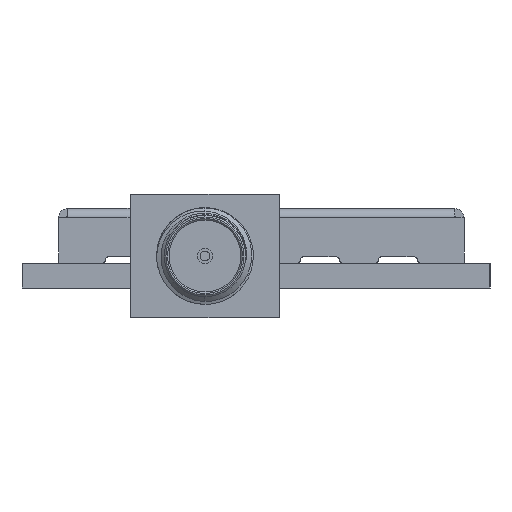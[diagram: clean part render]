
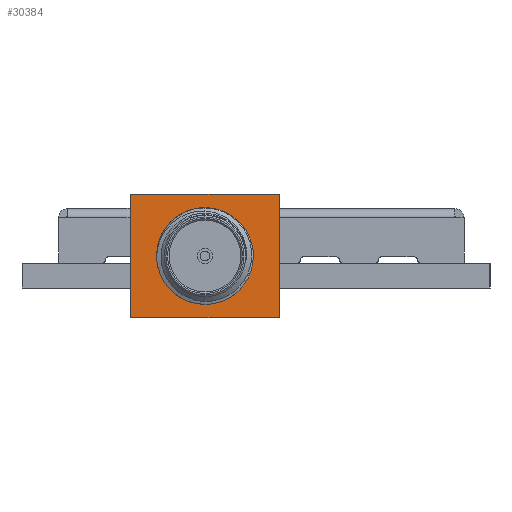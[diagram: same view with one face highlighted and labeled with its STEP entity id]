
A CAD part, left-side view. The second image highlights one B-rep face of the part: STEP entity #30384.
In plain terms, the highlighted face is planar.
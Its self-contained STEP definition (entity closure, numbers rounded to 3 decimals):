
#24936 = CONICAL_SURFACE('',#24937,2.6,0.785);
#24937 = AXIS2_PLACEMENT_3D('',#24938,#24939,#24940);
#24938 = CARTESIAN_POINT('',(0.,3.962,-1.026));
#24939 = DIRECTION('',(0.,0.,1.));
#24940 = DIRECTION('',(0.,-1.,0.));
#25031 = VERTEX_POINT('',#25032);
#25032 = CARTESIAN_POINT('',(0.,6.762,-0.826));
#25046 = CONICAL_SURFACE('',#25047,2.6,0.785);
#25047 = AXIS2_PLACEMENT_3D('',#25048,#25049,#25050);
#25048 = CARTESIAN_POINT('',(0.,3.962,-1.026));
#25049 = DIRECTION('',(0.,0.,1.));
#25050 = DIRECTION('',(0.,-1.,0.));
#25058 = EDGE_CURVE('',#25031,#25059,#25061,.T.);
#25059 = VERTEX_POINT('',#25060);
#25060 = CARTESIAN_POINT('',(0.,1.162,-0.826));
#25061 = SURFACE_CURVE('',#25062,(#25067,#25074),.PCURVE_S1.);
#25062 = CIRCLE('',#25063,2.8);
#25063 = AXIS2_PLACEMENT_3D('',#25064,#25065,#25066);
#25064 = CARTESIAN_POINT('',(0.,3.962,-0.826));
#25065 = DIRECTION('',(0.,0.,-1.));
#25066 = DIRECTION('',(0.,1.,0.));
#25067 = PCURVE('',#24936,#25068);
#25068 = DEFINITIONAL_REPRESENTATION('',(#25069),#25073);
#25069 = LINE('',#25070,#25071);
#25070 = CARTESIAN_POINT('',(3.142,0.2));
#25071 = VECTOR('',#25072,1.);
#25072 = DIRECTION('',(-1.,0.));
#25073 = ( GEOMETRIC_REPRESENTATION_CONTEXT(2) 
PARAMETRIC_REPRESENTATION_CONTEXT() REPRESENTATION_CONTEXT('2D SPACE',''
  ) );
#25074 = PCURVE('',#25075,#25080);
#25075 = PLANE('',#25076);
#25076 = AXIS2_PLACEMENT_3D('',#25077,#25078,#25079);
#25077 = CARTESIAN_POINT('',(4.763,7.925,-0.826));
#25078 = DIRECTION('',(0.,0.,1.));
#25079 = DIRECTION('',(1.,0.,0.));
#25080 = DEFINITIONAL_REPRESENTATION('',(#25081),#25089);
#25081 = ( BOUNDED_CURVE() B_SPLINE_CURVE(2,(#25082,#25083,#25084,#25085
    ,#25086,#25087,#25088),.UNSPECIFIED.,.T.,.F.) 
B_SPLINE_CURVE_WITH_KNOTS((1,2,2,2,2,1),(-2.094,0.,
    2.094,4.189,6.283,8.378),
.UNSPECIFIED.) CURVE() GEOMETRIC_REPRESENTATION_ITEM() 
RATIONAL_B_SPLINE_CURVE((1.,0.5,1.,0.5,1.,0.5,1.)) REPRESENTATION_ITEM(
  '') );
#25082 = CARTESIAN_POINT('',(-4.763,-1.162));
#25083 = CARTESIAN_POINT('',(0.087,-1.162));
#25084 = CARTESIAN_POINT('',(-2.338,-5.362));
#25085 = CARTESIAN_POINT('',(-4.763,-9.562));
#25086 = CARTESIAN_POINT('',(-7.187,-5.362));
#25087 = CARTESIAN_POINT('',(-9.612,-1.162));
#25088 = CARTESIAN_POINT('',(-4.763,-1.162));
#25089 = ( GEOMETRIC_REPRESENTATION_CONTEXT(2) 
PARAMETRIC_REPRESENTATION_CONTEXT() REPRESENTATION_CONTEXT('2D SPACE',''
  ) );
#29491 = PLANE('',#29492);
#29492 = AXIS2_PLACEMENT_3D('',#29493,#29494,#29495);
#29493 = CARTESIAN_POINT('',(4.763,7.925,0.826));
#29494 = DIRECTION('',(-1.,0.,0.));
#29495 = DIRECTION('',(0.,0.,1.));
#29519 = PLANE('',#29520);
#29520 = AXIS2_PLACEMENT_3D('',#29521,#29522,#29523);
#29521 = CARTESIAN_POINT('',(0.,7.925,0.));
#29522 = DIRECTION('',(0.,1.,0.));
#29523 = DIRECTION('',(0.,0.,1.));
#29547 = PLANE('',#29548);
#29548 = AXIS2_PLACEMENT_3D('',#29549,#29550,#29551);
#29549 = CARTESIAN_POINT('',(-4.763,7.925,0.826));
#29550 = DIRECTION('',(1.,0.,0.));
#29551 = DIRECTION('',(0.,0.,-1.));
#29738 = PLANE('',#29739);
#29739 = AXIS2_PLACEMENT_3D('',#29740,#29741,#29742);
#29740 = CARTESIAN_POINT('',(0.,0.,0.));
#29741 = DIRECTION('',(0.,1.,0.));
#29742 = DIRECTION('',(0.,0.,1.));
#30068 = VERTEX_POINT('',#30069);
#30069 = CARTESIAN_POINT('',(-4.763,7.925,-0.826));
#30090 = EDGE_CURVE('',#30068,#30091,#30093,.T.);
#30091 = VERTEX_POINT('',#30092);
#30092 = CARTESIAN_POINT('',(-4.763,0.,-0.826));
#30093 = SURFACE_CURVE('',#30094,(#30098,#30105),.PCURVE_S1.);
#30094 = LINE('',#30095,#30096);
#30095 = CARTESIAN_POINT('',(-4.763,7.925,-0.826));
#30096 = VECTOR('',#30097,1.);
#30097 = DIRECTION('',(0.,-1.,0.));
#30098 = PCURVE('',#29547,#30099);
#30099 = DEFINITIONAL_REPRESENTATION('',(#30100),#30104);
#30100 = LINE('',#30101,#30102);
#30101 = CARTESIAN_POINT('',(1.651,0.));
#30102 = VECTOR('',#30103,1.);
#30103 = DIRECTION('',(0.,-1.));
#30104 = ( GEOMETRIC_REPRESENTATION_CONTEXT(2) 
PARAMETRIC_REPRESENTATION_CONTEXT() REPRESENTATION_CONTEXT('2D SPACE',''
  ) );
#30105 = PCURVE('',#25075,#30106);
#30106 = DEFINITIONAL_REPRESENTATION('',(#30107),#30111);
#30107 = LINE('',#30108,#30109);
#30108 = CARTESIAN_POINT('',(-9.525,0.));
#30109 = VECTOR('',#30110,1.);
#30110 = DIRECTION('',(0.,-1.));
#30111 = ( GEOMETRIC_REPRESENTATION_CONTEXT(2) 
PARAMETRIC_REPRESENTATION_CONTEXT() REPRESENTATION_CONTEXT('2D SPACE',''
  ) );
#30217 = VERTEX_POINT('',#30218);
#30218 = CARTESIAN_POINT('',(4.763,0.,-0.826));
#30239 = EDGE_CURVE('',#30240,#30217,#30242,.T.);
#30240 = VERTEX_POINT('',#30241);
#30241 = CARTESIAN_POINT('',(4.763,7.925,-0.826));
#30242 = SURFACE_CURVE('',#30243,(#30247,#30254),.PCURVE_S1.);
#30243 = LINE('',#30244,#30245);
#30244 = CARTESIAN_POINT('',(4.763,7.925,-0.826));
#30245 = VECTOR('',#30246,1.);
#30246 = DIRECTION('',(0.,-1.,0.));
#30247 = PCURVE('',#29491,#30248);
#30248 = DEFINITIONAL_REPRESENTATION('',(#30249),#30253);
#30249 = LINE('',#30250,#30251);
#30250 = CARTESIAN_POINT('',(-1.651,0.));
#30251 = VECTOR('',#30252,1.);
#30252 = DIRECTION('',(0.,-1.));
#30253 = ( GEOMETRIC_REPRESENTATION_CONTEXT(2) 
PARAMETRIC_REPRESENTATION_CONTEXT() REPRESENTATION_CONTEXT('2D SPACE',''
  ) );
#30254 = PCURVE('',#25075,#30255);
#30255 = DEFINITIONAL_REPRESENTATION('',(#30256),#30260);
#30256 = LINE('',#30257,#30258);
#30257 = CARTESIAN_POINT('',(0.,0.));
#30258 = VECTOR('',#30259,1.);
#30259 = DIRECTION('',(0.,-1.));
#30260 = ( GEOMETRIC_REPRESENTATION_CONTEXT(2) 
PARAMETRIC_REPRESENTATION_CONTEXT() REPRESENTATION_CONTEXT('2D SPACE',''
  ) );
#30384 = ADVANCED_FACE('',(#30385,#30414),#25075,.F.);
#30385 = FACE_BOUND('',#30386,.T.);
#30386 = EDGE_LOOP('',(#30387,#30413));
#30387 = ORIENTED_EDGE('',*,*,#30388,.F.);
#30388 = EDGE_CURVE('',#25059,#25031,#30389,.T.);
#30389 = SURFACE_CURVE('',#30390,(#30395,#30406),.PCURVE_S1.);
#30390 = CIRCLE('',#30391,2.8);
#30391 = AXIS2_PLACEMENT_3D('',#30392,#30393,#30394);
#30392 = CARTESIAN_POINT('',(0.,3.962,-0.826));
#30393 = DIRECTION('',(0.,0.,-1.));
#30394 = DIRECTION('',(0.,1.,0.));
#30395 = PCURVE('',#25075,#30396);
#30396 = DEFINITIONAL_REPRESENTATION('',(#30397),#30405);
#30397 = ( BOUNDED_CURVE() B_SPLINE_CURVE(2,(#30398,#30399,#30400,#30401
    ,#30402,#30403,#30404),.UNSPECIFIED.,.T.,.F.) 
B_SPLINE_CURVE_WITH_KNOTS((1,2,2,2,2,1),(-2.094,0.,
    2.094,4.189,6.283,8.378),
.UNSPECIFIED.) CURVE() GEOMETRIC_REPRESENTATION_ITEM() 
RATIONAL_B_SPLINE_CURVE((1.,0.5,1.,0.5,1.,0.5,1.)) REPRESENTATION_ITEM(
  '') );
#30398 = CARTESIAN_POINT('',(-4.763,-1.162));
#30399 = CARTESIAN_POINT('',(0.087,-1.162));
#30400 = CARTESIAN_POINT('',(-2.338,-5.362));
#30401 = CARTESIAN_POINT('',(-4.763,-9.562));
#30402 = CARTESIAN_POINT('',(-7.187,-5.362));
#30403 = CARTESIAN_POINT('',(-9.612,-1.162));
#30404 = CARTESIAN_POINT('',(-4.763,-1.162));
#30405 = ( GEOMETRIC_REPRESENTATION_CONTEXT(2) 
PARAMETRIC_REPRESENTATION_CONTEXT() REPRESENTATION_CONTEXT('2D SPACE',''
  ) );
#30406 = PCURVE('',#25046,#30407);
#30407 = DEFINITIONAL_REPRESENTATION('',(#30408),#30412);
#30408 = LINE('',#30409,#30410);
#30409 = CARTESIAN_POINT('',(9.425,0.2));
#30410 = VECTOR('',#30411,1.);
#30411 = DIRECTION('',(-1.,0.));
#30412 = ( GEOMETRIC_REPRESENTATION_CONTEXT(2) 
PARAMETRIC_REPRESENTATION_CONTEXT() REPRESENTATION_CONTEXT('2D SPACE',''
  ) );
#30413 = ORIENTED_EDGE('',*,*,#25058,.F.);
#30414 = FACE_BOUND('',#30415,.T.);
#30415 = EDGE_LOOP('',(#30416,#30437,#30438,#30459));
#30416 = ORIENTED_EDGE('',*,*,#30417,.T.);
#30417 = EDGE_CURVE('',#30217,#30091,#30418,.T.);
#30418 = SURFACE_CURVE('',#30419,(#30423,#30430),.PCURVE_S1.);
#30419 = LINE('',#30420,#30421);
#30420 = CARTESIAN_POINT('',(4.763,0.,-0.826));
#30421 = VECTOR('',#30422,1.);
#30422 = DIRECTION('',(-1.,0.,0.));
#30423 = PCURVE('',#25075,#30424);
#30424 = DEFINITIONAL_REPRESENTATION('',(#30425),#30429);
#30425 = LINE('',#30426,#30427);
#30426 = CARTESIAN_POINT('',(0.,-7.925));
#30427 = VECTOR('',#30428,1.);
#30428 = DIRECTION('',(-1.,0.));
#30429 = ( GEOMETRIC_REPRESENTATION_CONTEXT(2) 
PARAMETRIC_REPRESENTATION_CONTEXT() REPRESENTATION_CONTEXT('2D SPACE',''
  ) );
#30430 = PCURVE('',#29738,#30431);
#30431 = DEFINITIONAL_REPRESENTATION('',(#30432),#30436);
#30432 = LINE('',#30433,#30434);
#30433 = CARTESIAN_POINT('',(-0.826,4.763));
#30434 = VECTOR('',#30435,1.);
#30435 = DIRECTION('',(0.,-1.));
#30436 = ( GEOMETRIC_REPRESENTATION_CONTEXT(2) 
PARAMETRIC_REPRESENTATION_CONTEXT() REPRESENTATION_CONTEXT('2D SPACE',''
  ) );
#30437 = ORIENTED_EDGE('',*,*,#30090,.F.);
#30438 = ORIENTED_EDGE('',*,*,#30439,.F.);
#30439 = EDGE_CURVE('',#30240,#30068,#30440,.T.);
#30440 = SURFACE_CURVE('',#30441,(#30445,#30452),.PCURVE_S1.);
#30441 = LINE('',#30442,#30443);
#30442 = CARTESIAN_POINT('',(4.763,7.925,-0.826));
#30443 = VECTOR('',#30444,1.);
#30444 = DIRECTION('',(-1.,0.,0.));
#30445 = PCURVE('',#25075,#30446);
#30446 = DEFINITIONAL_REPRESENTATION('',(#30447),#30451);
#30447 = LINE('',#30448,#30449);
#30448 = CARTESIAN_POINT('',(0.,0.));
#30449 = VECTOR('',#30450,1.);
#30450 = DIRECTION('',(-1.,0.));
#30451 = ( GEOMETRIC_REPRESENTATION_CONTEXT(2) 
PARAMETRIC_REPRESENTATION_CONTEXT() REPRESENTATION_CONTEXT('2D SPACE',''
  ) );
#30452 = PCURVE('',#29519,#30453);
#30453 = DEFINITIONAL_REPRESENTATION('',(#30454),#30458);
#30454 = LINE('',#30455,#30456);
#30455 = CARTESIAN_POINT('',(-0.826,4.763));
#30456 = VECTOR('',#30457,1.);
#30457 = DIRECTION('',(0.,-1.));
#30458 = ( GEOMETRIC_REPRESENTATION_CONTEXT(2) 
PARAMETRIC_REPRESENTATION_CONTEXT() REPRESENTATION_CONTEXT('2D SPACE',''
  ) );
#30459 = ORIENTED_EDGE('',*,*,#30239,.T.);
